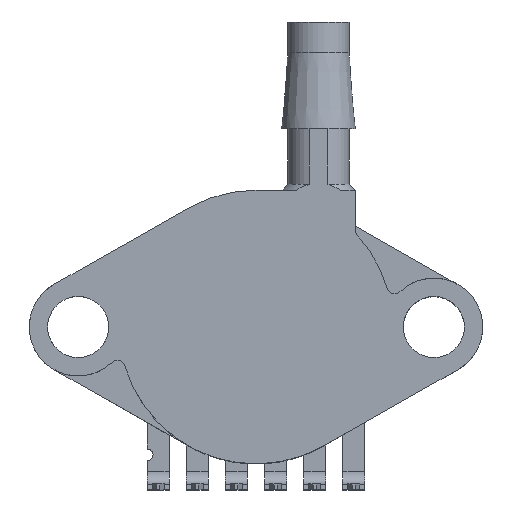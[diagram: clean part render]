
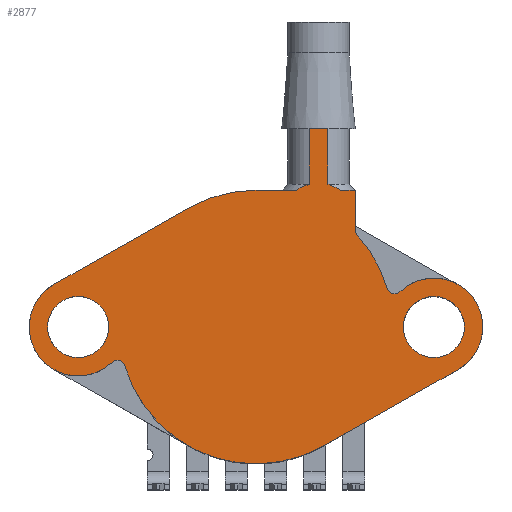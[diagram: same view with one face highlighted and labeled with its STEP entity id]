
A CAD part, top view. The second image highlights one B-rep face of the part: STEP entity #2877.
In plain terms, the highlighted planar face has unit normal (0, 0, 1).
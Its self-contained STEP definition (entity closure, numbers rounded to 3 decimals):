
#16=FACE_BOUND('',#342,.T.);
#17=FACE_BOUND('',#343,.T.);
#28=(
BOUNDED_CURVE()
B_SPLINE_CURVE(2,(#4160,#4161,#4162),.UNSPECIFIED.,.F.,.F.)
B_SPLINE_CURVE_WITH_KNOTS((3,3),(-3.903,-3.343),
 .UNSPECIFIED.)
CURVE()
GEOMETRIC_REPRESENTATION_ITEM()
RATIONAL_B_SPLINE_CURVE((5.375,5.739,5.908))
REPRESENTATION_ITEM('')
);
#29=(
BOUNDED_CURVE()
B_SPLINE_CURVE(2,(#4167,#4168,#4169),.UNSPECIFIED.,.F.,.F.)
B_SPLINE_CURVE_WITH_KNOTS((3,3),(3.343,3.903),
 .UNSPECIFIED.)
CURVE()
GEOMETRIC_REPRESENTATION_ITEM()
RATIONAL_B_SPLINE_CURVE((5.908,5.739,5.375))
REPRESENTATION_ITEM('')
);
#51=PLANE('',#3109);
#186=FACE_OUTER_BOUND('',#341,.T.);
#341=EDGE_LOOP('',(#2075,#2076,#2077,#2078,#2079,#2080,#2081,#2082,#2083,
#2084,#2085,#2086,#2087,#2088,#2089,#2090,#2091));
#342=EDGE_LOOP('',(#2092));
#343=EDGE_LOOP('',(#2093));
#485=LINE('',#4192,#797);
#486=LINE('',#4193,#798);
#533=LINE('',#4378,#845);
#540=LINE('',#4396,#852);
#544=LINE('',#4402,#856);
#549=LINE('',#4420,#861);
#550=LINE('',#4421,#862);
#551=LINE('',#4424,#863);
#797=VECTOR('',#3346,1000.);
#798=VECTOR('',#3347,1000.);
#845=VECTOR('',#3526,1000.);
#852=VECTOR('',#3543,1000.);
#856=VECTOR('',#3549,1000.);
#861=VECTOR('',#3566,1000.);
#862=VECTOR('',#3567,1000.);
#863=VECTOR('',#3570,1000.);
#1102=CIRCLE('',#3036,1.983);
#1105=CIRCLE('',#3042,1.983);
#1108=CIRCLE('',#3048,3.178);
#1145=CIRCLE('',#3110,3.178);
#1146=CIRCLE('',#3111,0.5);
#1147=CIRCLE('',#3112,8.89);
#1148=CIRCLE('',#3113,8.89);
#1149=CIRCLE('',#3114,0.5);
#1150=CIRCLE('',#3115,8.89);
#1207=VERTEX_POINT('',#4156);
#1208=VERTEX_POINT('',#4157);
#1209=VERTEX_POINT('',#4159);
#1211=VERTEX_POINT('',#4165);
#1218=VERTEX_POINT('',#4189);
#1219=VERTEX_POINT('',#4190);
#1220=VERTEX_POINT('',#4195);
#1227=VERTEX_POINT('',#4211);
#1234=VERTEX_POINT('',#4227);
#1235=VERTEX_POINT('',#4228);
#1290=VERTEX_POINT('',#4375);
#1291=VERTEX_POINT('',#4377);
#1297=VERTEX_POINT('',#4395);
#1298=VERTEX_POINT('',#4400);
#1303=VERTEX_POINT('',#4414);
#1304=VERTEX_POINT('',#4416);
#1305=VERTEX_POINT('',#4418);
#1306=VERTEX_POINT('',#4422);
#1307=VERTEX_POINT('',#4425);
#1482=EDGE_CURVE('',#1209,#1207,#28,.T.);
#1485=EDGE_CURVE('',#1208,#1211,#29,.T.);
#1496=EDGE_CURVE('',#1218,#1207,#485,.T.);
#1497=EDGE_CURVE('',#1208,#1219,#486,.T.);
#1498=EDGE_CURVE('',#1220,#1220,#1102,.T.);
#1506=EDGE_CURVE('',#1227,#1227,#1105,.T.);
#1514=EDGE_CURVE('',#1234,#1235,#1108,.T.);
#1590=EDGE_CURVE('',#1291,#1290,#533,.T.);
#1600=EDGE_CURVE('',#1211,#1297,#540,.T.);
#1604=EDGE_CURVE('',#1298,#1209,#544,.T.);
#1609=EDGE_CURVE('',#1290,#1303,#1145,.T.);
#1610=EDGE_CURVE('',#1304,#1303,#1146,.T.);
#1611=EDGE_CURVE('',#1305,#1304,#1147,.T.);
#1612=EDGE_CURVE('',#1305,#1298,#549,.T.);
#1613=EDGE_CURVE('',#1218,#1219,#550,.T.);
#1614=EDGE_CURVE('',#1297,#1306,#1148,.T.);
#1615=EDGE_CURVE('',#1306,#1234,#551,.T.);
#1616=EDGE_CURVE('',#1307,#1235,#1149,.T.);
#1617=EDGE_CURVE('',#1307,#1291,#1150,.T.);
#2075=ORIENTED_EDGE('',*,*,#1609,.T.);
#2076=ORIENTED_EDGE('',*,*,#1610,.F.);
#2077=ORIENTED_EDGE('',*,*,#1611,.F.);
#2078=ORIENTED_EDGE('',*,*,#1612,.T.);
#2079=ORIENTED_EDGE('',*,*,#1604,.T.);
#2080=ORIENTED_EDGE('',*,*,#1482,.T.);
#2081=ORIENTED_EDGE('',*,*,#1496,.F.);
#2082=ORIENTED_EDGE('',*,*,#1613,.T.);
#2083=ORIENTED_EDGE('',*,*,#1497,.F.);
#2084=ORIENTED_EDGE('',*,*,#1485,.T.);
#2085=ORIENTED_EDGE('',*,*,#1600,.T.);
#2086=ORIENTED_EDGE('',*,*,#1614,.T.);
#2087=ORIENTED_EDGE('',*,*,#1615,.T.);
#2088=ORIENTED_EDGE('',*,*,#1514,.T.);
#2089=ORIENTED_EDGE('',*,*,#1616,.F.);
#2090=ORIENTED_EDGE('',*,*,#1617,.T.);
#2091=ORIENTED_EDGE('',*,*,#1590,.T.);
#2092=ORIENTED_EDGE('',*,*,#1498,.F.);
#2093=ORIENTED_EDGE('',*,*,#1506,.F.);
#2877=ADVANCED_FACE('',(#186,#16,#17),#51,.F.);
#3036=AXIS2_PLACEMENT_3D('',#4196,#3350,#3351);
#3042=AXIS2_PLACEMENT_3D('',#4212,#3365,#3366);
#3048=AXIS2_PLACEMENT_3D('',#4229,#3380,#3381);
#3109=AXIS2_PLACEMENT_3D('',#4413,#3558,#3559);
#3110=AXIS2_PLACEMENT_3D('',#4415,#3560,#3561);
#3111=AXIS2_PLACEMENT_3D('',#4417,#3562,#3563);
#3112=AXIS2_PLACEMENT_3D('',#4419,#3564,#3565);
#3113=AXIS2_PLACEMENT_3D('',#4423,#3568,#3569);
#3114=AXIS2_PLACEMENT_3D('',#4426,#3571,#3572);
#3115=AXIS2_PLACEMENT_3D('',#4427,#3573,#3574);
#3346=DIRECTION('',(0.,-1.,0.));
#3347=DIRECTION('',(0.,1.,0.));
#3350=DIRECTION('center_axis',(0.,0.,1.));
#3351=DIRECTION('ref_axis',(1.,0.,0.));
#3365=DIRECTION('center_axis',(0.,0.,1.));
#3366=DIRECTION('ref_axis',(1.,0.,0.));
#3380=DIRECTION('center_axis',(0.,0.,1.));
#3381=DIRECTION('ref_axis',(1.,0.,0.));
#3526=DIRECTION('',(0.869,0.494,0.));
#3543=DIRECTION('',(-1.,0.,0.));
#3549=DIRECTION('',(-1.,0.,0.));
#3558=DIRECTION('center_axis',(0.,0.,-1.));
#3559=DIRECTION('ref_axis',(-1.,0.,0.));
#3560=DIRECTION('center_axis',(0.,0.,1.));
#3561=DIRECTION('ref_axis',(-1.,0.,0.));
#3562=DIRECTION('center_axis',(0.,0.,1.));
#3563=DIRECTION('ref_axis',(-1.,0.,0.));
#3564=DIRECTION('center_axis',(0.,0.,-1.));
#3565=DIRECTION('ref_axis',(-1.,0.,0.));
#3566=DIRECTION('',(0.,1.,0.));
#3567=DIRECTION('',(-1.,0.,0.));
#3568=DIRECTION('center_axis',(0.,0.,1.));
#3569=DIRECTION('ref_axis',(-1.,0.,0.));
#3570=DIRECTION('',(-0.869,-0.494,0.));
#3571=DIRECTION('center_axis',(0.,0.,1.));
#3572=DIRECTION('ref_axis',(1.,0.,0.));
#3573=DIRECTION('center_axis',(0.,0.,1.));
#3574=DIRECTION('ref_axis',(1.,0.,0.));
#4156=CARTESIAN_POINT('',(4.669,9.278,8.));
#4157=CARTESIAN_POINT('',(3.451,9.278,8.));
#4159=CARTESIAN_POINT('',(5.499,8.89,8.));
#4160=CARTESIAN_POINT('Ctrl Pts',(5.499,8.89,8.));
#4161=CARTESIAN_POINT('Ctrl Pts',(5.047,9.162,8.));
#4162=CARTESIAN_POINT('Ctrl Pts',(4.669,9.278,8.));
#4165=CARTESIAN_POINT('',(2.621,8.89,8.));
#4167=CARTESIAN_POINT('Ctrl Pts',(3.451,9.278,8.));
#4168=CARTESIAN_POINT('Ctrl Pts',(3.073,9.162,8.));
#4169=CARTESIAN_POINT('Ctrl Pts',(2.621,8.89,8.));
#4189=CARTESIAN_POINT('',(4.669,12.89,8.));
#4190=CARTESIAN_POINT('',(3.451,12.89,8.));
#4192=CARTESIAN_POINT('',(4.669,12.89,8.));
#4193=CARTESIAN_POINT('',(3.451,12.89,8.));
#4195=CARTESIAN_POINT('',(-9.573,0.,8.));
#4196=CARTESIAN_POINT('Origin',(-11.555,0.,8.));
#4211=CARTESIAN_POINT('',(13.538,0.,8.));
#4212=CARTESIAN_POINT('Origin',(11.555,0.,8.));
#4227=CARTESIAN_POINT('',(-13.126,2.762,8.));
#4228=CARTESIAN_POINT('',(-9.354,-2.292,8.));
#4229=CARTESIAN_POINT('Origin',(-11.555,0.,8.));
#4375=CARTESIAN_POINT('',(13.126,-2.762,8.));
#4377=CARTESIAN_POINT('',(4.395,-7.728,8.));
#4378=CARTESIAN_POINT('',(13.126,-2.762,8.));
#4395=CARTESIAN_POINT('',(0.,8.89,8.));
#4396=CARTESIAN_POINT('',(0.,8.89,8.));
#4400=CARTESIAN_POINT('',(6.448,8.89,8.));
#4402=CARTESIAN_POINT('',(0.,8.89,8.));
#4413=CARTESIAN_POINT('Origin',(0.,0.,
8.));
#4414=CARTESIAN_POINT('',(9.354,2.292,8.));
#4415=CARTESIAN_POINT('Origin',(11.555,0.,8.));
#4416=CARTESIAN_POINT('',(8.528,2.511,8.));
#4417=CARTESIAN_POINT('Origin',(9.008,2.652,8.));
#4418=CARTESIAN_POINT('',(6.447,6.121,8.));
#4419=CARTESIAN_POINT('Origin',(0.,0.,
8.));
#4420=CARTESIAN_POINT('',(6.448,8.89,8.));
#4421=CARTESIAN_POINT('',(0.,12.89,8.));
#4422=CARTESIAN_POINT('',(-4.395,7.728,8.));
#4423=CARTESIAN_POINT('Origin',(0.,0.,
8.));
#4424=CARTESIAN_POINT('',(-4.395,7.728,8.));
#4425=CARTESIAN_POINT('',(-8.528,-2.511,8.));
#4426=CARTESIAN_POINT('Origin',(-9.008,-2.652,8.));
#4427=CARTESIAN_POINT('Origin',(0.,0.,
8.));
